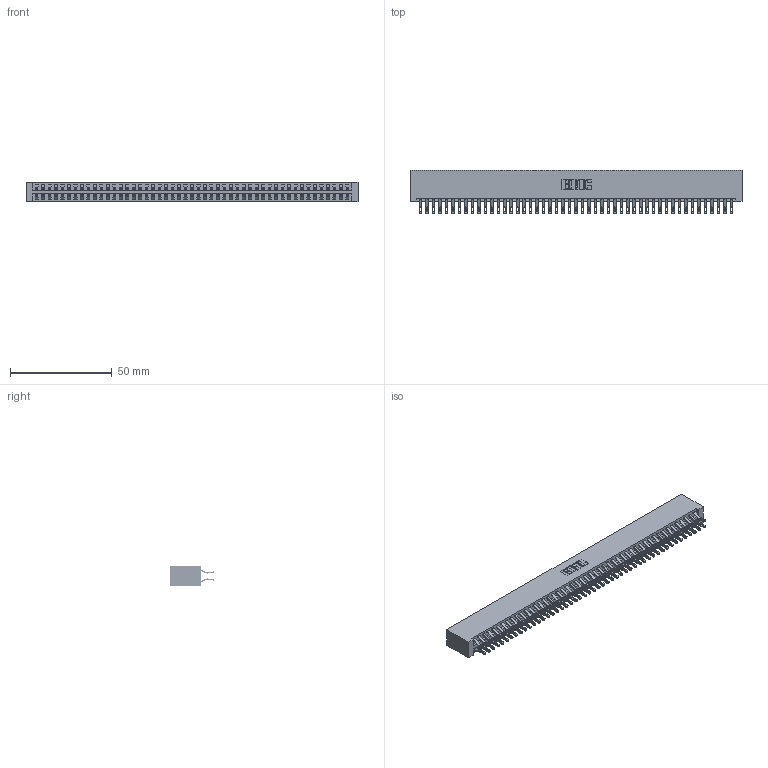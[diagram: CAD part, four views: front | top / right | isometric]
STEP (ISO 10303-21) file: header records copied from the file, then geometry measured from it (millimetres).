
FILE_DESCRIPTION (( 'STEP AP203' ), '1' );
FILE_NAME ('346-098-555-201.STEP', '2018-08-30T09:10:47', ( '' ), ( '' ), 'SwSTEP 2.0', 'SolidWorks 2016', '' );
FILE_SCHEMA (( 'CONFIG_CONTROL_DESIGN' ));
Length unit declared in the file: inch
Products named in the file (3): 346 Part_No Mounting Lugs; 345-292-001_555 Tail; 346-098-555-201
Assembly tree (99 placements, depth 2):
  346-098-555-201
    346 Part_No Mounting Lugs
    345-292-001_555 Tail  x98
Bounding box: 162.81 x 21.46 x 9.4 mm (x, y, z)
Volume: 16788.3 mm3; surface area: 24363.1 mm2
Topology: 99 solids, 99 shells, 5798 faces, 18239 edges, 12158 vertices
Faces by surface type: plane 3306, cylinder 2492
Entity records: 31085 total; most frequent: CARTESIAN_POINT 5146, ORIENTED_EDGE 5050, DIRECTION 4549, EDGE_CURVE 2525, LINE 2185, VECTOR 2185, VERTEX_POINT 1682, AXIS2_PLACEMENT_3D 1182
